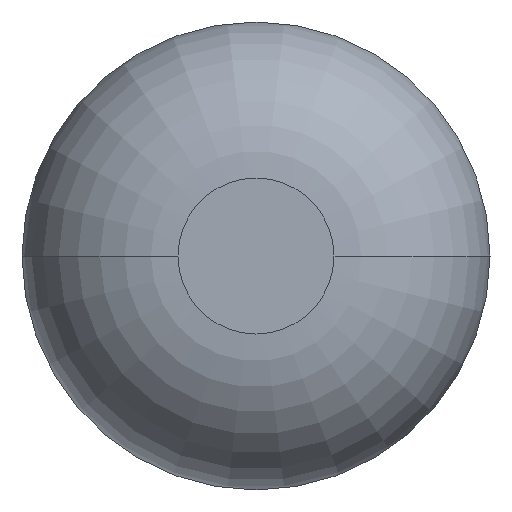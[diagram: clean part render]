
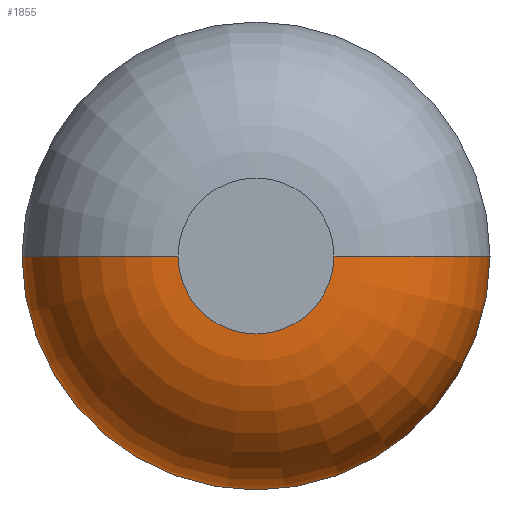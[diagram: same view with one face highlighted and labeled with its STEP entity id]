
A CAD part, front view. The second image highlights one B-rep face of the part: STEP entity #1855.
In plain terms, the highlighted toroidal (fillet/blend) face has major radius 0.125 mm and minor radius 0.25 mm.
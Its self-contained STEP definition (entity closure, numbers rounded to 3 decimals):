
#173 = ORIENTED_EDGE ( 'NONE', *, *, #585, .F. ) ;
#190 = DIRECTION ( 'NONE',  ( 0., 1., 0. ) ) ;
#235 = ORIENTED_EDGE ( 'NONE', *, *, #2927, .T. ) ;
#275 = CIRCLE ( 'NONE', #1480, 0.25 ) ;
#346 = VERTEX_POINT ( 'NONE', #3271 ) ;
#386 = AXIS2_PLACEMENT_3D ( 'NONE', #1335, #493, #3425 ) ;
#474 = CARTESIAN_POINT ( 'NONE',  ( 0., -31.05, 0. ) ) ;
#493 = DIRECTION ( 'NONE',  ( 0., 1., 0. ) ) ;
#527 = VERTEX_POINT ( 'NONE', #540 ) ;
#540 = CARTESIAN_POINT ( 'NONE',  ( 0.125, -31.3, 0. ) ) ;
#585 = EDGE_CURVE ( 'NONE', #527, #346, #696, .T. ) ;
#696 = CIRCLE ( 'NONE', #1424, 0.25 ) ;
#769 = VERTEX_POINT ( 'NONE', #1093 ) ;
#837 = TOROIDAL_SURFACE ( 'NONE', #386, 0.125, 0.25 ) ;
#906 = ORIENTED_EDGE ( 'NONE', *, *, #1668, .F. ) ;
#924 = FACE_OUTER_BOUND ( 'NONE', #2890, .T. ) ;
#1093 = CARTESIAN_POINT ( 'NONE',  ( -0.375, -31.05, 0. ) ) ;
#1288 = CIRCLE ( 'NONE', #1892, 0.125 ) ;
#1308 = DIRECTION ( 'NONE',  ( 1., 0., 0. ) ) ;
#1311 = DIRECTION ( 'NONE',  ( 1., 0., 0. ) ) ;
#1335 = CARTESIAN_POINT ( 'NONE',  ( 0., -31.05, 0. ) ) ;
#1424 = AXIS2_PLACEMENT_3D ( 'NONE', #2181, #3074, #1590 ) ;
#1480 = AXIS2_PLACEMENT_3D ( 'NONE', #2879, #3486, #2032 ) ;
#1485 = VERTEX_POINT ( 'NONE', #2681 ) ;
#1590 = DIRECTION ( 'NONE',  ( 1., 0., 0. ) ) ;
#1668 = EDGE_CURVE ( 'Defeature ausgef�hrt1_1+Defeature ausgef�hrt1_2+Defeature ausgef�hrt1_2+Defeature ausgef�hrt1_2', #1485, #527, #1288, .T. ) ;
#1855 = ADVANCED_FACE ( 'Defeature ausgef�hrt1_2', ( #924 ), #837, .T. ) ;
#1876 = ORIENTED_EDGE ( 'NONE', *, *, #1912, .F. ) ;
#1892 = AXIS2_PLACEMENT_3D ( 'NONE', #2139, #3041, #1308 ) ;
#1912 = EDGE_CURVE ( 'Defeature ausgef�hrt1_0+Defeature ausgef�hrt1_2+Defeature ausgef�hrt1_2+Defeature ausgef�hrt1_2', #346, #769, #2207, .T. ) ;
#2032 = DIRECTION ( 'NONE',  ( -1., 0., 0. ) ) ;
#2139 = CARTESIAN_POINT ( 'NONE',  ( 0., -31.3, 0. ) ) ;
#2181 = CARTESIAN_POINT ( 'NONE',  ( 0.125, -31.05, 0. ) ) ;
#2207 = CIRCLE ( 'NONE', #2683, 0.375 ) ;
#2681 = CARTESIAN_POINT ( 'NONE',  ( -0.125, -31.3, 0. ) ) ;
#2683 = AXIS2_PLACEMENT_3D ( 'NONE', #474, #190, #1311 ) ;
#2879 = CARTESIAN_POINT ( 'NONE',  ( -0.125, -31.05, 0. ) ) ;
#2890 = EDGE_LOOP ( 'NONE', ( #906, #235, #1876, #173 ) ) ;
#2927 = EDGE_CURVE ( 'NONE', #1485, #769, #275, .T. ) ;
#3041 = DIRECTION ( 'NONE',  ( 0., -1., 0. ) ) ;
#3074 = DIRECTION ( 'NONE',  ( 0., 0., 1. ) ) ;
#3271 = CARTESIAN_POINT ( 'NONE',  ( 0.375, -31.05, 0. ) ) ;
#3425 = DIRECTION ( 'NONE',  ( 1., 0., 0. ) ) ;
#3486 = DIRECTION ( 'NONE',  ( 0., 0., -1. ) ) ;
